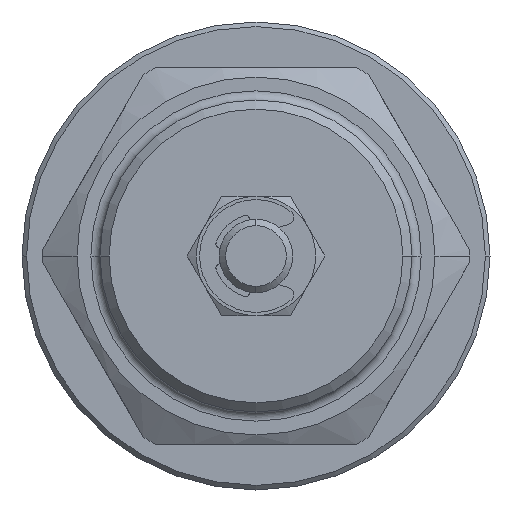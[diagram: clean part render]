
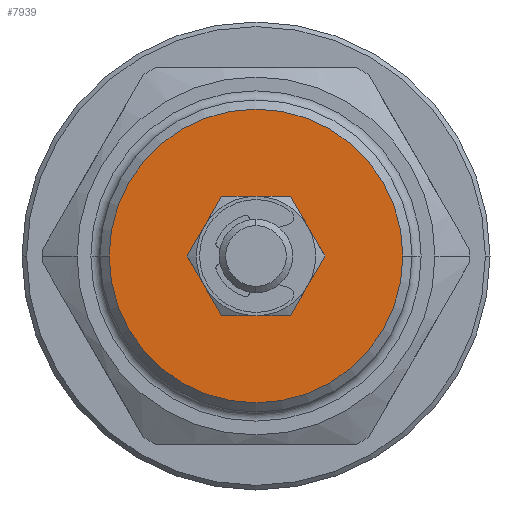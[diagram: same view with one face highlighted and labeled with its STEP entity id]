
A CAD part, left-side view. The second image highlights one B-rep face of the part: STEP entity #7939.
In plain terms, the highlighted planar face has unit normal (-1, 0, 0).
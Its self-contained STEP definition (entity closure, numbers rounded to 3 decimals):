
#171 = CIRCLE ( 'NONE', #6012, 16. ) ;
#246 = CARTESIAN_POINT ( 'NONE',  ( -14., -16., 0. ) ) ;
#374 = DIRECTION ( 'NONE',  ( 1., 0., 0. ) ) ;
#509 = AXIS2_PLACEMENT_3D ( 'NONE', #3152, #7829, #3829 ) ;
#564 = CIRCLE ( 'NONE', #2529, 6.5 ) ;
#620 = DIRECTION ( 'NONE',  ( 0., 0., -1. ) ) ;
#709 = EDGE_CURVE ( 'NONE', #6257, #7044, #3747, .T. ) ;
#855 = DIRECTION ( 'NONE',  ( -1., 0., 0. ) ) ;
#887 = AXIS2_PLACEMENT_3D ( 'NONE', #1280, #3284, #620 ) ;
#1148 = CARTESIAN_POINT ( 'NONE',  ( -14., 0., 0. ) ) ;
#1280 = CARTESIAN_POINT ( 'NONE',  ( -14., 0., 0. ) ) ;
#1686 = PLANE ( 'NONE',  #2489 ) ;
#1833 = DIRECTION ( 'NONE',  ( 0., 0., -1. ) ) ;
#2336 = EDGE_CURVE ( 'NONE', #7467, #5852, #171, .T. ) ;
#2489 = AXIS2_PLACEMENT_3D ( 'NONE', #7715, #374, #5060 ) ;
#2529 = AXIS2_PLACEMENT_3D ( 'NONE', #1148, #5845, #1833 ) ;
#2882 = ORIENTED_EDGE ( 'NONE', *, *, #2336, .T. ) ;
#2897 = EDGE_CURVE ( 'NONE', #7044, #6257, #564, .T. ) ;
#3145 = FACE_BOUND ( 'NONE', #5523, .T. ) ;
#3152 = CARTESIAN_POINT ( 'NONE',  ( -14., 0., 0. ) ) ;
#3284 = DIRECTION ( 'NONE',  ( 1., 0., 0. ) ) ;
#3424 = DIRECTION ( 'NONE',  ( 0., 1., 0. ) ) ;
#3570 = CARTESIAN_POINT ( 'NONE',  ( -14., 0., 6.5 ) ) ;
#3747 = CIRCLE ( 'NONE', #887, 6.5 ) ;
#3829 = DIRECTION ( 'NONE',  ( 0., 1., 0. ) ) ;
#3992 = ORIENTED_EDGE ( 'NONE', *, *, #4142, .T. ) ;
#4043 = EDGE_LOOP ( 'NONE', ( #3992, #2882 ) ) ;
#4142 = EDGE_CURVE ( 'NONE', #5852, #7467, #6131, .T. ) ;
#5060 = DIRECTION ( 'NONE',  ( 0., -1., 0. ) ) ;
#5523 = EDGE_LOOP ( 'NONE', ( #5807, #7739 ) ) ;
#5807 = ORIENTED_EDGE ( 'NONE', *, *, #709, .T. ) ;
#5845 = DIRECTION ( 'NONE',  ( 1., 0., 0. ) ) ;
#5852 = VERTEX_POINT ( 'NONE', #246 ) ;
#6012 = AXIS2_PLACEMENT_3D ( 'NONE', #7446, #855, #3424 ) ;
#6131 = CIRCLE ( 'NONE', #509, 16. ) ;
#6257 = VERTEX_POINT ( 'NONE', #3570 ) ;
#6449 = CARTESIAN_POINT ( 'NONE',  ( -14., 0., -6.5 ) ) ;
#7044 = VERTEX_POINT ( 'NONE', #6449 ) ;
#7446 = CARTESIAN_POINT ( 'NONE',  ( -14., 0., 0. ) ) ;
#7467 = VERTEX_POINT ( 'NONE', #7866 ) ;
#7715 = CARTESIAN_POINT ( 'NONE',  ( -14., 0., -16. ) ) ;
#7739 = ORIENTED_EDGE ( 'NONE', *, *, #2897, .T. ) ;
#7829 = DIRECTION ( 'NONE',  ( -1., 0., 0. ) ) ;
#7866 = CARTESIAN_POINT ( 'NONE',  ( -14., 16., 0. ) ) ;
#7939 = ADVANCED_FACE ( 'NONE', ( #3145, #8267 ), #1686, .F. ) ;
#8267 = FACE_OUTER_BOUND ( 'NONE', #4043, .T. ) ;
